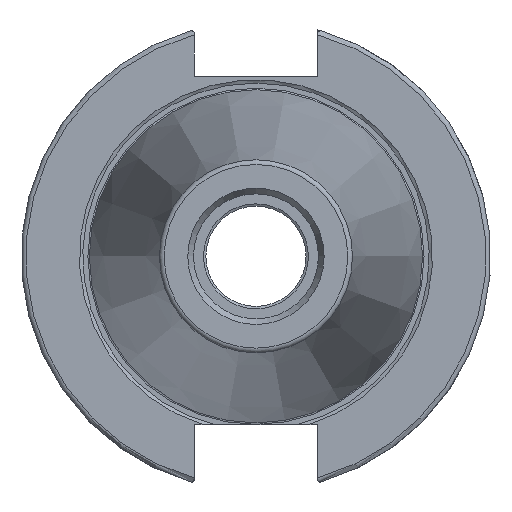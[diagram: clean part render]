
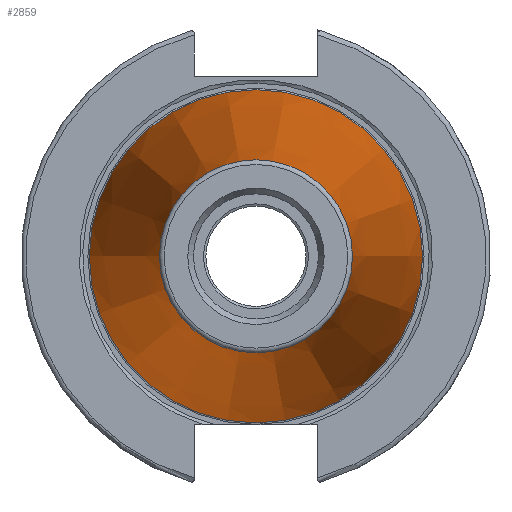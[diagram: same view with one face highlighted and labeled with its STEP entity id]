
A CAD part, left-side view. The second image highlights one B-rep face of the part: STEP entity #2859.
In plain terms, the highlighted conical face has half-angle 8.297 degrees and reference radius 27.517 mm.
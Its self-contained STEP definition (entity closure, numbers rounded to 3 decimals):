
#325=FACE_OUTER_BOUND('',#508,.T.);
#508=EDGE_LOOP('',(#2073,#2074,#2075,#2076,#2077));
#702=LINE('',#4487,#901);
#901=VECTOR('',#3573,27.517);
#1094=CIRCLE('',#3143,20.233);
#1095=CIRCLE('',#3144,20.233);
#1099=CIRCLE('',#3150,34.925);
#1267=VERTEX_POINT('',#4474);
#1268=VERTEX_POINT('',#4475);
#1271=VERTEX_POINT('',#4485);
#1573=EDGE_CURVE('',#1267,#1268,#1094,.T.);
#1574=EDGE_CURVE('',#1268,#1267,#1095,.T.);
#1578=EDGE_CURVE('',#1271,#1271,#1099,.T.);
#1579=EDGE_CURVE('',#1271,#1268,#702,.T.);
#2073=ORIENTED_EDGE('',*,*,#1578,.F.);
#2074=ORIENTED_EDGE('',*,*,#1579,.T.);
#2075=ORIENTED_EDGE('',*,*,#1573,.F.);
#2076=ORIENTED_EDGE('',*,*,#1574,.F.);
#2077=ORIENTED_EDGE('',*,*,#1579,.F.);
#2799=CONICAL_SURFACE('',#3149,27.517,0.145);
#2859=ADVANCED_FACE('',(#325),#2799,.T.);
#3143=AXIS2_PLACEMENT_3D('',#4476,#3557,#3558);
#3144=AXIS2_PLACEMENT_3D('',#4477,#3559,#3560);
#3149=AXIS2_PLACEMENT_3D('',#4484,#3569,#3570);
#3150=AXIS2_PLACEMENT_3D('',#4486,#3571,#3572);
#3557=DIRECTION('center_axis',(-1.,0.,0.));
#3558=DIRECTION('ref_axis',(0.,-1.,0.));
#3559=DIRECTION('center_axis',(-1.,0.,0.));
#3560=DIRECTION('ref_axis',(0.,-1.,0.));
#3569=DIRECTION('center_axis',(1.,0.,0.));
#3570=DIRECTION('ref_axis',(0.,1.,0.));
#3571=DIRECTION('center_axis',(1.,0.,0.));
#3572=DIRECTION('ref_axis',(0.,0.,-1.));
#3573=DIRECTION('',(-0.99,0.144,0.));
#4474=CARTESIAN_POINT('',(-100.744,0.,20.233));
#4475=CARTESIAN_POINT('',(-100.744,-20.233,0.));
#4476=CARTESIAN_POINT('Origin',(-100.744,0.,0.));
#4477=CARTESIAN_POINT('Origin',(-100.744,0.,0.));
#4484=CARTESIAN_POINT('Origin',(-50.8,0.,0.));
#4485=CARTESIAN_POINT('',(0.,-34.925,0.));
#4486=CARTESIAN_POINT('Origin',(0.,0.,0.));
#4487=CARTESIAN_POINT('',(-50.8,-27.517,0.));
